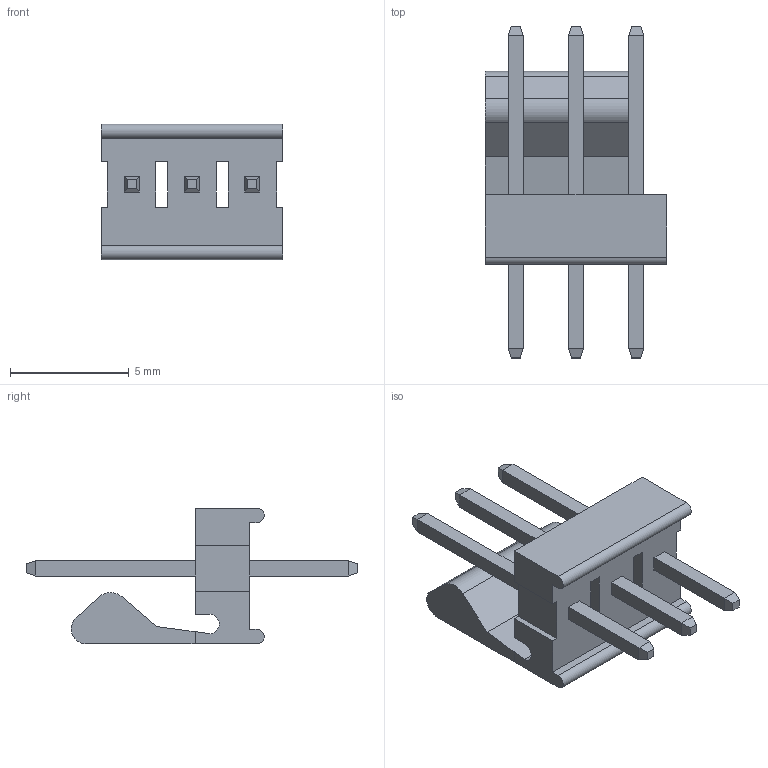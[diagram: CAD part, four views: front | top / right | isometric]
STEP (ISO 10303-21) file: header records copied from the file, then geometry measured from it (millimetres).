
FILE_DESCRIPTION(('FreeCAD Model'),'2;1');
FILE_NAME('Open CASCADE Shape Model','2025-01-09T23:53:22',(''),(''), 'Open CASCADE STEP processor 7.8','FreeCAD','Unknown');
FILE_SCHEMA(('AUTOMOTIVE_DESIGN { 1 0 10303 214 1 1 1 1 }'));
Length unit declared in the file: millimetre
Products named in the file (4): Unnamed; Array; Body001; Body
Assembly tree (5 placements, depth 3):
  Unnamed
    Array
      Body001  x3
    Body
Bounding box: 7.62 x 13.97 x 5.71 mm (x, y, z)
Volume: 148.5 mm3; surface area: 403 mm2
Topology: 4 solids, 4 shells, 91 faces, 228 edges, 144 vertices
Faces by surface type: plane 86, cylinder 5
Entity records: 2073 total; most frequent: CARTESIAN_POINT 353, ORIENTED_EDGE 344, DIRECTION 320, EDGE_CURVE 172, LINE 162, VECTOR 162, VERTEX_POINT 112, AXIS2_PLACEMENT_3D 79
